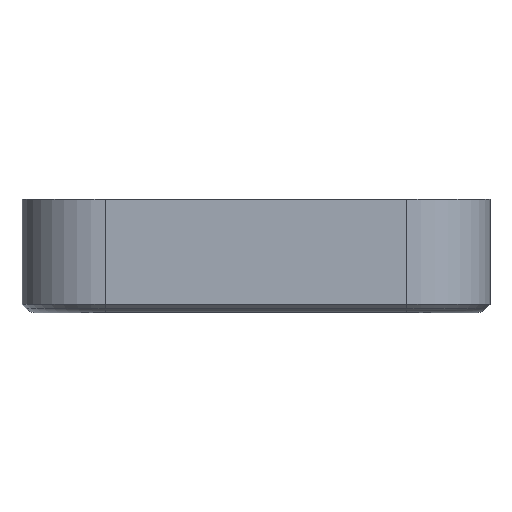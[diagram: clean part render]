
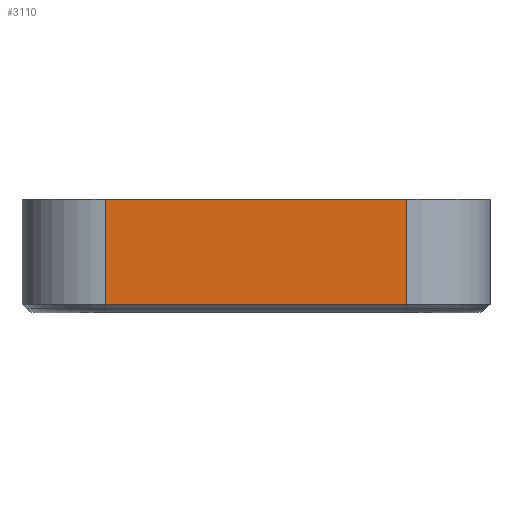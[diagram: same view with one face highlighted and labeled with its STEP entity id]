
A CAD part, left-side view. The second image highlights one B-rep face of the part: STEP entity #3110.
In plain terms, the highlighted planar face has unit normal (-1, 0, 0).
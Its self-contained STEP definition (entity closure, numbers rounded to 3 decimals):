
#606 = VECTOR ( 'NONE', #11446, 1000. ) ;
#984 = CARTESIAN_POINT ( 'NONE',  ( -48., -23.5, 1.3 ) ) ;
#1385 = PLANE ( 'NONE',  #6033 ) ;
#1526 = FACE_OUTER_BOUND ( 'NONE', #1795, .T. ) ;
#1577 = LINE ( 'NONE', #4680, #4234 ) ;
#1722 = VECTOR ( 'NONE', #12725, 1000. ) ;
#1743 = CARTESIAN_POINT ( 'NONE',  ( -48., 23.5, 138.303 ) ) ;
#1795 = EDGE_LOOP ( 'NONE', ( #7319, #13529, #2353, #3812 ) ) ;
#2353 = ORIENTED_EDGE ( 'NONE', *, *, #12762, .F. ) ;
#3110 = ADVANCED_FACE ( 'NONE', ( #1526 ), #1385, .T. ) ;
#3509 = VERTEX_POINT ( 'NONE', #984 ) ;
#3812 = ORIENTED_EDGE ( 'NONE', *, *, #10874, .T. ) ;
#4053 = LINE ( 'NONE', #1743, #1722 ) ;
#4228 = LINE ( 'NONE', #5377, #6350 ) ;
#4234 = VECTOR ( 'NONE', #5965, 1000. ) ;
#4680 = CARTESIAN_POINT ( 'NONE',  ( -48., 23.5, 17.7 ) ) ;
#5377 = CARTESIAN_POINT ( 'NONE',  ( -48., -23.5, 138.303 ) ) ;
#5965 = DIRECTION ( 'NONE',  ( 0., 1., 0. ) ) ;
#6033 = AXIS2_PLACEMENT_3D ( 'NONE', #6864, #7146, #10263 ) ;
#6350 = VECTOR ( 'NONE', #7395, 1000. ) ;
#6864 = CARTESIAN_POINT ( 'NONE',  ( -48., 23.5, 138.303 ) ) ;
#7146 = DIRECTION ( 'NONE',  ( -1., 0., 0. ) ) ;
#7288 = CARTESIAN_POINT ( 'NONE',  ( -48., 23.5, 17.7 ) ) ;
#7319 = ORIENTED_EDGE ( 'NONE', *, *, #7423, .T. ) ;
#7395 = DIRECTION ( 'NONE',  ( 0., 0., -1. ) ) ;
#7423 = EDGE_CURVE ( 'NONE', #9676, #12539, #4053, .T. ) ;
#7973 = CARTESIAN_POINT ( 'NONE',  ( -48., 23.5, 1.3 ) ) ;
#8046 = LINE ( 'NONE', #7973, #606 ) ;
#8387 = CARTESIAN_POINT ( 'NONE',  ( -48., 23.5, 1.3 ) ) ;
#8983 = CARTESIAN_POINT ( 'NONE',  ( -48., -23.5, 17.7 ) ) ;
#9676 = VERTEX_POINT ( 'NONE', #7288 ) ;
#10263 = DIRECTION ( 'NONE',  ( 0., -1., 0. ) ) ;
#10874 = EDGE_CURVE ( 'NONE', #13034, #9676, #1577, .T. ) ;
#11446 = DIRECTION ( 'NONE',  ( 0., -1., 0. ) ) ;
#12289 = EDGE_CURVE ( 'NONE', #12539, #3509, #8046, .T. ) ;
#12539 = VERTEX_POINT ( 'NONE', #8387 ) ;
#12725 = DIRECTION ( 'NONE',  ( 0., 0., -1. ) ) ;
#12762 = EDGE_CURVE ( 'NONE', #13034, #3509, #4228, .T. ) ;
#13034 = VERTEX_POINT ( 'NONE', #8983 ) ;
#13529 = ORIENTED_EDGE ( 'NONE', *, *, #12289, .T. ) ;
